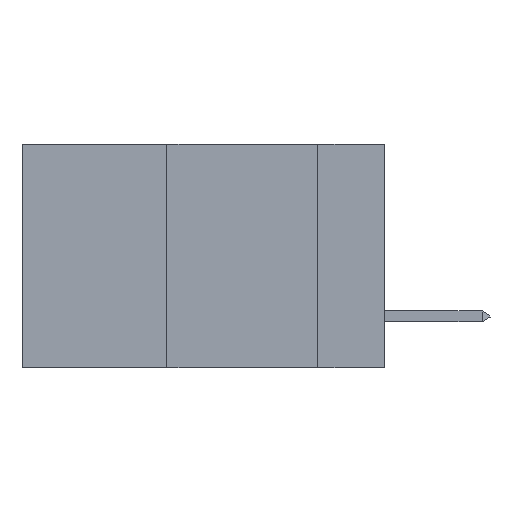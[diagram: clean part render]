
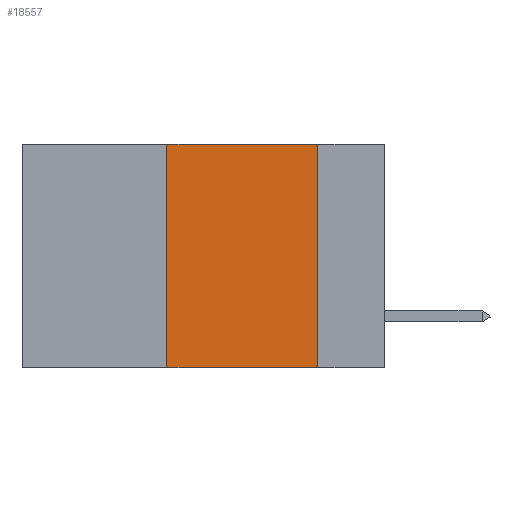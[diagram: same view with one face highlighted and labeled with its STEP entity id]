
A CAD part, left-side view. The second image highlights one B-rep face of the part: STEP entity #18557.
In plain terms, the highlighted planar face has unit normal (-1, 0, 0).
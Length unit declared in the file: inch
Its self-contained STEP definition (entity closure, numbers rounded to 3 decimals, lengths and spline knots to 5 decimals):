
#602 = ORIENTED_EDGE ( 'NONE', *, *, #5725, .T. ) ;
#703 = CARTESIAN_POINT ( 'NONE',  ( 0., 0.36, -0.37 ) ) ;
#1880 = ORIENTED_EDGE ( 'NONE', *, *, #12756, .F. ) ;
#1990 = DIRECTION ( 'NONE',  ( 0., 0., -1. ) ) ;
#2269 = CARTESIAN_POINT ( 'NONE',  ( 0., 0.6, -0.37 ) ) ;
#2287 = VERTEX_POINT ( 'NONE', #703 ) ;
#3261 = CARTESIAN_POINT ( 'NONE',  ( 0., 0.6, 0. ) ) ;
#3843 = FACE_OUTER_BOUND ( 'NONE', #4832, .T. ) ;
#4577 = VERTEX_POINT ( 'NONE', #8664 ) ;
#4736 = DIRECTION ( 'NONE',  ( 0., -1., 0. ) ) ;
#4832 = EDGE_LOOP ( 'NONE', ( #17454, #15264, #1880, #602 ) ) ;
#5405 = VERTEX_POINT ( 'NONE', #5621 ) ;
#5621 = CARTESIAN_POINT ( 'NONE',  ( 0., 0.11, -0.37 ) ) ;
#5725 = EDGE_CURVE ( 'NONE', #2287, #5405, #10771, .T. ) ;
#6491 = LINE ( 'NONE', #3261, #11777 ) ;
#6851 = VECTOR ( 'NONE', #13726, 39.37008 ) ;
#7033 = LINE ( 'NONE', #17850, #10454 ) ;
#7436 = VERTEX_POINT ( 'NONE', #17825 ) ;
#8057 = EDGE_CURVE ( 'NONE', #7436, #5405, #8846, .T. ) ;
#8582 = PLANE ( 'NONE',  #16223 ) ;
#8664 = CARTESIAN_POINT ( 'NONE',  ( 0., 0.36, 0. ) ) ;
#8846 = LINE ( 'NONE', #12288, #15258 ) ;
#9917 = DIRECTION ( 'NONE',  ( 1., 0., 0. ) ) ;
#10454 = VECTOR ( 'NONE', #13413, 39.37008 ) ;
#10771 = LINE ( 'NONE', #2269, #6851 ) ;
#11777 = VECTOR ( 'NONE', #4736, 39.37008 ) ;
#12288 = CARTESIAN_POINT ( 'NONE',  ( 0., 0.11, 0. ) ) ;
#12756 = EDGE_CURVE ( 'NONE', #2287, #4577, #7033, .T. ) ;
#12939 = DIRECTION ( 'NONE',  ( 0., 0., -1. ) ) ;
#13413 = DIRECTION ( 'NONE',  ( 0., 0., 1. ) ) ;
#13726 = DIRECTION ( 'NONE',  ( 0., -1., 0. ) ) ;
#14429 = EDGE_CURVE ( 'NONE', #4577, #7436, #6491, .T. ) ;
#15258 = VECTOR ( 'NONE', #1990, 39.37008 ) ;
#15264 = ORIENTED_EDGE ( 'NONE', *, *, #14429, .F. ) ;
#16223 = AXIS2_PLACEMENT_3D ( 'NONE', #18787, #9917, #12939 ) ;
#17454 = ORIENTED_EDGE ( 'NONE', *, *, #8057, .F. ) ;
#17825 = CARTESIAN_POINT ( 'NONE',  ( 0., 0.11, 0. ) ) ;
#17850 = CARTESIAN_POINT ( 'NONE',  ( 0., 0.36, 0. ) ) ;
#18557 = ADVANCED_FACE ( 'NONE', ( #3843 ), #8582, .F. ) ;
#18787 = CARTESIAN_POINT ( 'NONE',  ( 0., 0.6, 0. ) ) ;
